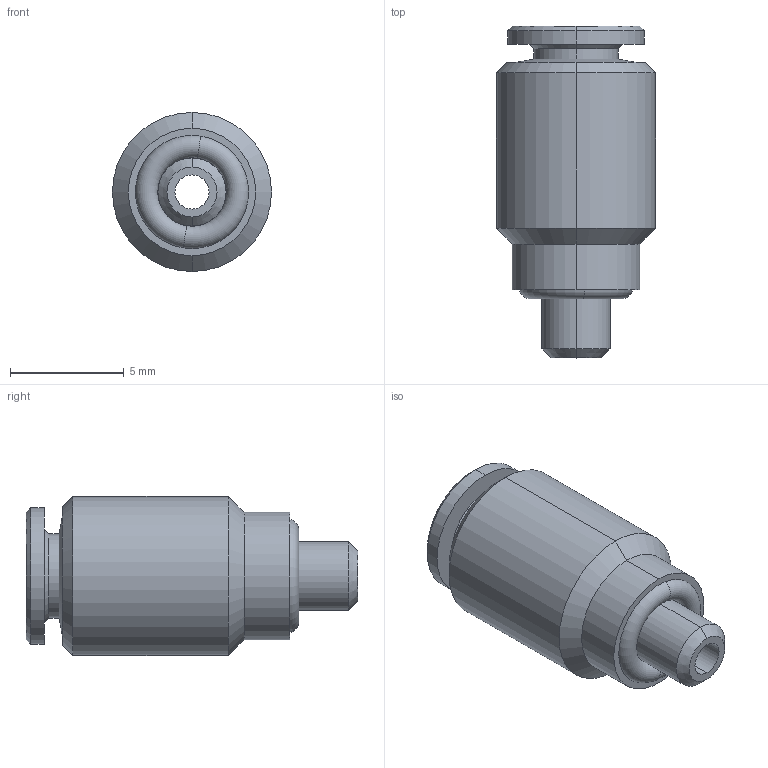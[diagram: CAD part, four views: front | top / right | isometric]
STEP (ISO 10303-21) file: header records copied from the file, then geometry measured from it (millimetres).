
FILE_DESCRIPTION (( 'STEP AP203' ), '1' );
FILE_NAME ('A0020A00.STEP', '2009-01-19T13:30:25', ( 'UT1' ), ( '' ), 'SwSTEP 2.0', 'SolidWorks 2008', '' );
FILE_SCHEMA (( 'CONFIG_CONTROL_DESIGN' ));
Length unit declared in the file: millimetre
Products named in the file (1): A0020A00
Bounding box: 7 x 14.6 x 7 mm (x, y, z)
Volume: 318.8 mm3; surface area: 472.5 mm2
Topology: 1 solids, 1 shells, 50 faces, 106 edges, 62 vertices
Faces by surface type: plane 18, cone 16, cylinder 14, torus 2
Entity records: 1429 total; most frequent: CARTESIAN_POINT 251, DIRECTION 250, ORIENTED_EDGE 212, EDGE_CURVE 106, AXIS2_PLACEMENT_3D 101, VERTEX_POINT 62, EDGE_LOOP 56, FACE_OUTER_BOUND 50
